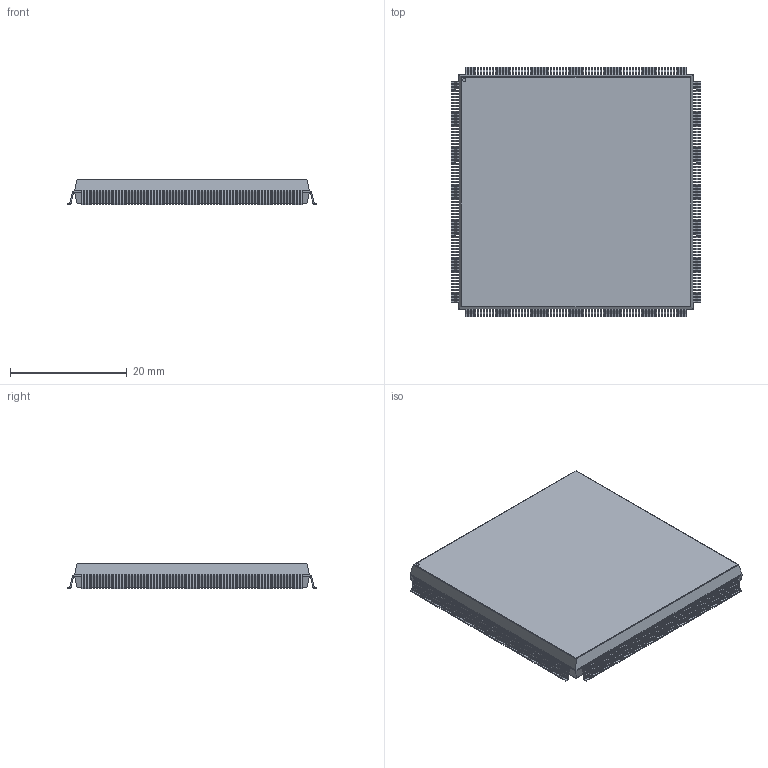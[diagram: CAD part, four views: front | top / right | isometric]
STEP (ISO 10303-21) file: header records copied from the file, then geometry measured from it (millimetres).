
FILE_DESCRIPTION((' '),'2;1');
FILE_NAME( 'QFP50P4260X4260X423-304N.stp', '2023-07-05T16:01:53', (' '), ('--- Datakit www.datakit.com---'), ' Datakit CrossCadWare V2023.2 Mar 22 2023', 'DATAKIT 2023 (c)', ' ');
FILE_SCHEMA(('AP242_MANAGED_MODEL_BASED_3D_ENGINEERING_MIM_LF { 1 0 10303 442 1 1 4 }'));
Length unit declared in the file: millimetre
Products named in the file (1): QFP50P4260X4260X423-304N
Bounding box: 42.66 x 42.66 x 4.38 mm (x, y, z)
Volume: 6736.4 mm3; surface area: 4504.4 mm2
Topology: 1 solids, 1 shells, 4280 faces, 11599 edges, 7322 vertices
Faces by surface type: plane 3055, cylinder 1225
Full cylindrical faces by diameter (mm): 0.527 x1
Entity records: 136846 total; most frequent: CARTESIAN_POINT 23201, ORIENTED_EDGE 23196, DIRECTION 22602, EDGE_CURVE 11598, VECTOR 9156, LINE 9156, VERTEX_POINT 7322, AXIS2_PLACEMENT_3D 6723
